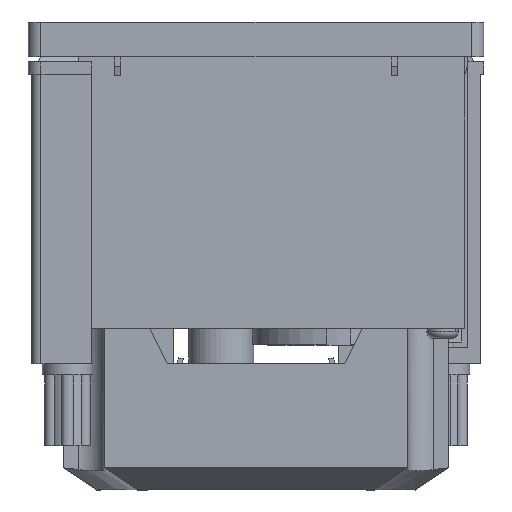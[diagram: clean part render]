
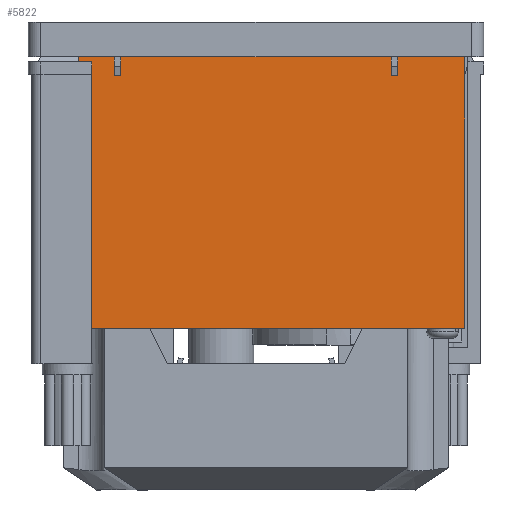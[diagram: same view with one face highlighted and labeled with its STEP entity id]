
A CAD part, front view. The second image highlights one B-rep face of the part: STEP entity #5822.
In plain terms, the highlighted planar face has unit normal (0, -1, 0).
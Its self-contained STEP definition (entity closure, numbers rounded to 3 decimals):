
#430 = CARTESIAN_POINT ( 'NONE',  ( 36., -33., -5.5 ) ) ;
#452 = DIRECTION ( 'NONE',  ( 0., 0., 1. ) ) ;
#474 = CARTESIAN_POINT ( 'NONE',  ( -21.4, -33., -8.5 ) ) ;
#924 = DIRECTION ( 'NONE',  ( -1., 0., 0. ) ) ;
#1190 = VERTEX_POINT ( 'NONE', #7024 ) ;
#1533 = EDGE_CURVE ( 'NONE', #4362, #8584, #7418, .T. ) ;
#1560 = LINE ( 'NONE', #11771, #15769 ) ;
#1762 = VECTOR ( 'NONE', #924, 1000. ) ;
#2426 = CARTESIAN_POINT ( 'NONE',  ( 36., -33., -5.5 ) ) ;
#3017 = EDGE_CURVE ( 'NONE', #1190, #8584, #16401, .T. ) ;
#3297 = VECTOR ( 'NONE', #10681, 1000. ) ;
#3590 = DIRECTION ( 'NONE',  ( 0., 0., -1. ) ) ;
#3670 = LINE ( 'NONE', #8127, #12962 ) ;
#3701 = VECTOR ( 'NONE', #16927, 1000. ) ;
#3886 = CARTESIAN_POINT ( 'NONE',  ( -33., -33., 60.568 ) ) ;
#4197 = DIRECTION ( 'NONE',  ( 0., 0., -1. ) ) ;
#4202 = EDGE_CURVE ( 'NONE', #7849, #1190, #1560, .T. ) ;
#4362 = VERTEX_POINT ( 'NONE', #4988 ) ;
#4988 = CARTESIAN_POINT ( 'NONE',  ( -21.4, -33., -8.5 ) ) ;
#5227 = CARTESIAN_POINT ( 'NONE',  ( -22.4, -33., -8.5 ) ) ;
#5502 = CARTESIAN_POINT ( 'NONE',  ( -22.4, -33., -8.5 ) ) ;
#5651 = LINE ( 'NONE', #12834, #8460 ) ;
#5707 = LINE ( 'NONE', #7918, #11442 ) ;
#5818 = DIRECTION ( 'NONE',  ( -1., 0., 0. ) ) ;
#5822 = ADVANCED_FACE ( 'NONE', ( #11713 ), #6963, .F. ) ;
#6321 = VECTOR ( 'NONE', #6849, 1000. ) ;
#6548 = DIRECTION ( 'NONE',  ( 0., 0., 1. ) ) ;
#6654 = EDGE_CURVE ( 'NONE', #7849, #8815, #5707, .T. ) ;
#6737 = LINE ( 'NONE', #5502, #6321 ) ;
#6772 = VECTOR ( 'NONE', #6548, 1000. ) ;
#6821 = EDGE_CURVE ( 'NONE', #14135, #14344, #7367, .T. ) ;
#6849 = DIRECTION ( 'NONE',  ( 1., 0., 0. ) ) ;
#6871 = DIRECTION ( 'NONE',  ( 0., 0., 1. ) ) ;
#6906 = DIRECTION ( 'NONE',  ( 0., 1., 0. ) ) ;
#6963 = PLANE ( 'NONE',  #9726 ) ;
#7024 = CARTESIAN_POINT ( 'NONE',  ( 21.4, -33., -5.5 ) ) ;
#7152 = VERTEX_POINT ( 'NONE', #15254 ) ;
#7165 = CARTESIAN_POINT ( 'NONE',  ( 36., -33., -5.5 ) ) ;
#7210 = LINE ( 'NONE', #10035, #3701 ) ;
#7233 = LINE ( 'NONE', #2426, #3297 ) ;
#7367 = LINE ( 'NONE', #3886, #14475 ) ;
#7418 = LINE ( 'NONE', #474, #14088 ) ;
#7767 = EDGE_CURVE ( 'NONE', #7930, #14344, #5651, .T. ) ;
#7804 = CARTESIAN_POINT ( 'NONE',  ( -21.4, -33., -5.5 ) ) ;
#7847 = CARTESIAN_POINT ( 'NONE',  ( 22.4, -33., -8.5 ) ) ;
#7849 = VERTEX_POINT ( 'NONE', #10257 ) ;
#7918 = CARTESIAN_POINT ( 'NONE',  ( 22.4, -33., -8.5 ) ) ;
#7930 = VERTEX_POINT ( 'NONE', #14607 ) ;
#7934 = DIRECTION ( 'NONE',  ( 1., 0., 0. ) ) ;
#8127 = CARTESIAN_POINT ( 'NONE',  ( 36., -33., -5.5 ) ) ;
#8188 = DIRECTION ( 'NONE',  ( -1., 0., 0. ) ) ;
#8245 = VECTOR ( 'NONE', #4197, 1000. ) ;
#8460 = VECTOR ( 'NONE', #5818, 1000. ) ;
#8572 = EDGE_CURVE ( 'NONE', #13206, #14135, #7233, .T. ) ;
#8584 = VERTEX_POINT ( 'NONE', #7804 ) ;
#8815 = VERTEX_POINT ( 'NONE', #7847 ) ;
#9321 = EDGE_CURVE ( 'NONE', #9978, #13206, #10603, .T. ) ;
#9726 = AXIS2_PLACEMENT_3D ( 'NONE', #7165, #6906, #6871 ) ;
#9863 = CARTESIAN_POINT ( 'NONE',  ( 33., -33., 60.568 ) ) ;
#9978 = VERTEX_POINT ( 'NONE', #16156 ) ;
#10035 = CARTESIAN_POINT ( 'NONE',  ( 22.4, -33., -8.5 ) ) ;
#10136 = EDGE_CURVE ( 'NONE', #9978, #4362, #6737, .T. ) ;
#10138 = EDGE_LOOP ( 'NONE', ( #13687, #13801, #13896, #14064, #14243, #14351, #14529, #14780, #14920, #15140, #15406, #15426 ) ) ;
#10257 = CARTESIAN_POINT ( 'NONE',  ( 21.4, -33., -8.5 ) ) ;
#10603 = LINE ( 'NONE', #5227, #6772 ) ;
#10681 = DIRECTION ( 'NONE',  ( -1., 0., 0. ) ) ;
#10746 = EDGE_CURVE ( 'NONE', #8815, #7152, #7210, .T. ) ;
#11442 = VECTOR ( 'NONE', #7934, 1000. ) ;
#11575 = DIRECTION ( 'NONE',  ( 0., 0., 1. ) ) ;
#11713 = FACE_OUTER_BOUND ( 'NONE', #10138, .T. ) ;
#11771 = CARTESIAN_POINT ( 'NONE',  ( 21.4, -33., -8.5 ) ) ;
#12239 = CARTESIAN_POINT ( 'NONE',  ( -22.4, -33., -5.5 ) ) ;
#12674 = EDGE_CURVE ( 'NONE', #17015, #7152, #3670, .T. ) ;
#12834 = CARTESIAN_POINT ( 'NONE',  ( 36., -33., -48.5 ) ) ;
#12962 = VECTOR ( 'NONE', #8188, 1000. ) ;
#13206 = VERTEX_POINT ( 'NONE', #12239 ) ;
#13297 = CARTESIAN_POINT ( 'NONE',  ( -33., -33., -5.5 ) ) ;
#13687 = ORIENTED_EDGE ( 'NONE', *, *, #10746, .F. ) ;
#13771 = EDGE_CURVE ( 'NONE', #17015, #7930, #15756, .T. ) ;
#13801 = ORIENTED_EDGE ( 'NONE', *, *, #6654, .F. ) ;
#13896 = ORIENTED_EDGE ( 'NONE', *, *, #4202, .T. ) ;
#14064 = ORIENTED_EDGE ( 'NONE', *, *, #3017, .T. ) ;
#14088 = VECTOR ( 'NONE', #452, 1000. ) ;
#14135 = VERTEX_POINT ( 'NONE', #13297 ) ;
#14243 = ORIENTED_EDGE ( 'NONE', *, *, #1533, .F. ) ;
#14344 = VERTEX_POINT ( 'NONE', #16764 ) ;
#14351 = ORIENTED_EDGE ( 'NONE', *, *, #10136, .F. ) ;
#14475 = VECTOR ( 'NONE', #3590, 1000. ) ;
#14529 = ORIENTED_EDGE ( 'NONE', *, *, #9321, .T. ) ;
#14607 = CARTESIAN_POINT ( 'NONE',  ( 33., -33., -48.5 ) ) ;
#14780 = ORIENTED_EDGE ( 'NONE', *, *, #8572, .T. ) ;
#14920 = ORIENTED_EDGE ( 'NONE', *, *, #6821, .T. ) ;
#15140 = ORIENTED_EDGE ( 'NONE', *, *, #7767, .F. ) ;
#15254 = CARTESIAN_POINT ( 'NONE',  ( 22.4, -33., -5.5 ) ) ;
#15406 = ORIENTED_EDGE ( 'NONE', *, *, #13771, .F. ) ;
#15426 = ORIENTED_EDGE ( 'NONE', *, *, #12674, .T. ) ;
#15756 = LINE ( 'NONE', #9863, #8245 ) ;
#15769 = VECTOR ( 'NONE', #11575, 1000. ) ;
#16156 = CARTESIAN_POINT ( 'NONE',  ( -22.4, -33., -8.5 ) ) ;
#16401 = LINE ( 'NONE', #430, #1762 ) ;
#16682 = CARTESIAN_POINT ( 'NONE',  ( 33., -33., -5.5 ) ) ;
#16764 = CARTESIAN_POINT ( 'NONE',  ( -33., -33., -48.5 ) ) ;
#16927 = DIRECTION ( 'NONE',  ( 0., 0., 1. ) ) ;
#17015 = VERTEX_POINT ( 'NONE', #16682 ) ;
